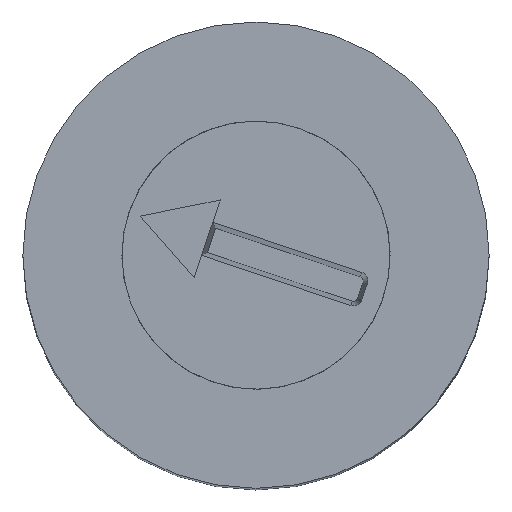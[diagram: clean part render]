
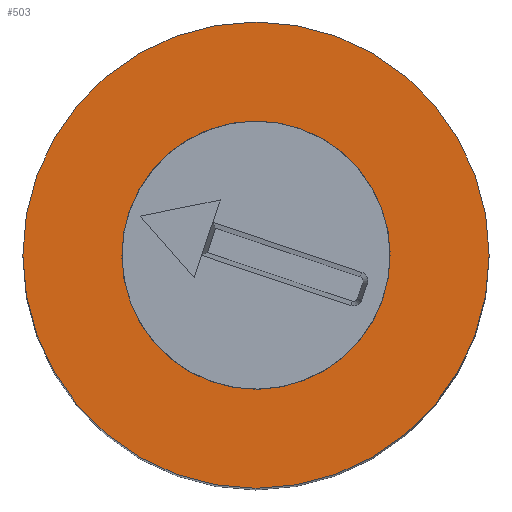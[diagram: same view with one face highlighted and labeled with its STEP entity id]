
A CAD part, top view. The second image highlights one B-rep face of the part: STEP entity #503.
In plain terms, the highlighted planar face has unit normal (0, 0, 1).
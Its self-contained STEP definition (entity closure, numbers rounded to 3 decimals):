
#30=FACE_BOUND('',#102,.T.);
#35=PLANE('',#610);
#67=FACE_OUTER_BOUND('',#101,.T.);
#101=EDGE_LOOP('',(#398));
#102=EDGE_LOOP('',(#399));
#211=CIRCLE('',#599,2.3);
#217=CIRCLE('',#609,4.);
#242=VERTEX_POINT('',#857);
#248=VERTEX_POINT('',#877);
#291=EDGE_CURVE('',#242,#242,#211,.T.);
#301=EDGE_CURVE('',#248,#248,#217,.T.);
#398=ORIENTED_EDGE('',*,*,#301,.F.);
#399=ORIENTED_EDGE('',*,*,#291,.T.);
#503=ADVANCED_FACE('',(#67,#30),#35,.F.);
#599=AXIS2_PLACEMENT_3D('',#858,#693,#694);
#609=AXIS2_PLACEMENT_3D('',#878,#717,#718);
#610=AXIS2_PLACEMENT_3D('',#880,#720,#721);
#693=DIRECTION('center_axis',(0.,0.,-1.));
#694=DIRECTION('ref_axis',(1.,0.,0.));
#717=DIRECTION('center_axis',(0.,0.,-1.));
#718=DIRECTION('ref_axis',(-1.,0.,0.));
#720=DIRECTION('center_axis',(0.,0.,-1.));
#721=DIRECTION('ref_axis',(-1.,0.,0.));
#857=CARTESIAN_POINT('',(-2.3,0.,19.5));
#858=CARTESIAN_POINT('Origin',(0.,0.,19.5));
#877=CARTESIAN_POINT('',(4.,0.,19.5));
#878=CARTESIAN_POINT('Origin',(0.,0.,19.5));
#880=CARTESIAN_POINT('Origin',(0.,0.,19.5));
